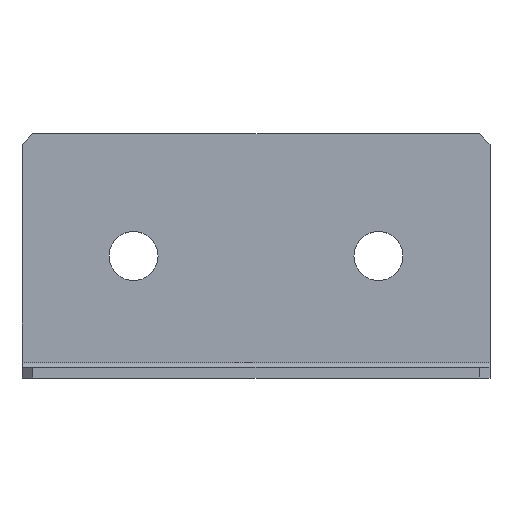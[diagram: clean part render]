
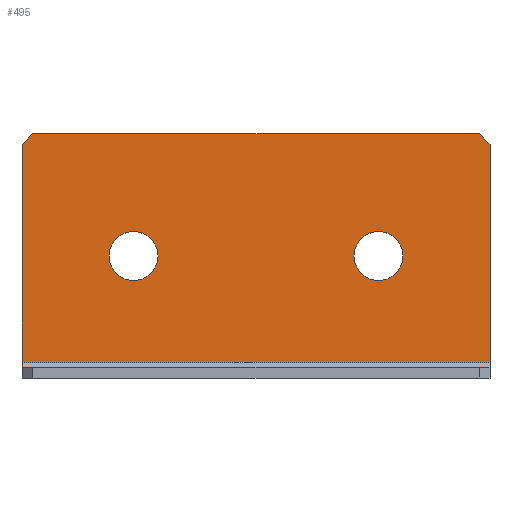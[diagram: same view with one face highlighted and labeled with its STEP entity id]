
A CAD part, top view. The second image highlights one B-rep face of the part: STEP entity #495.
In plain terms, the highlighted planar face has unit normal (0, 0, 1).
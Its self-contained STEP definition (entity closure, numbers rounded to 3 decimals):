
#9 = CARTESIAN_POINT ( 'NONE',  ( -27., 22.5, 2. ) ) ;
#46 = VECTOR ( 'NONE', #317, 1000. ) ;
#57 = CARTESIAN_POINT ( 'NONE',  ( -22.5, 22.5, 2. ) ) ;
#66 = LINE ( 'NONE', #138, #219 ) ;
#80 = EDGE_CURVE ( 'NONE', #628, #522, #66, .T. ) ;
#83 = ORIENTED_EDGE ( 'NONE', *, *, #118, .F. ) ;
#91 = VECTOR ( 'NONE', #147, 1000. ) ;
#93 = VECTOR ( 'NONE', #446, 1000. ) ;
#96 = VERTEX_POINT ( 'NONE', #9 ) ;
#97 = CARTESIAN_POINT ( 'NONE',  ( -22.5, 22.5, 2. ) ) ;
#101 = CARTESIAN_POINT ( 'NONE',  ( 43., 43., 2. ) ) ;
#103 = VERTEX_POINT ( 'NONE', #258 ) ;
#109 = LINE ( 'NONE', #437, #162 ) ;
#112 = ORIENTED_EDGE ( 'NONE', *, *, #192, .F. ) ;
#118 = EDGE_CURVE ( 'NONE', #659, #669, #683, .T. ) ;
#134 = DIRECTION ( 'NONE',  ( 0., 0., 1. ) ) ;
#138 = CARTESIAN_POINT ( 'NONE',  ( 43., 0., 2. ) ) ;
#147 = DIRECTION ( 'NONE',  ( -0.707, -0.707, 0. ) ) ;
#161 = AXIS2_PLACEMENT_3D ( 'NONE', #57, #375, #737 ) ;
#162 = VECTOR ( 'NONE', #615, 1000. ) ;
#163 = AXIS2_PLACEMENT_3D ( 'NONE', #635, #326, #577 ) ;
#168 = EDGE_CURVE ( 'NONE', #628, #590, #211, .T. ) ;
#179 = VERTEX_POINT ( 'NONE', #381 ) ;
#180 = EDGE_CURVE ( 'NONE', #427, #590, #397, .T. ) ;
#185 = EDGE_LOOP ( 'NONE', ( #112, #83 ) ) ;
#190 = CARTESIAN_POINT ( 'NONE',  ( 43., 43., 2. ) ) ;
#192 = EDGE_CURVE ( 'NONE', #669, #659, #801, .T. ) ;
#193 = CARTESIAN_POINT ( 'NONE',  ( 22.5, 22.5, 2. ) ) ;
#206 = DIRECTION ( 'NONE',  ( 0., 1., 0. ) ) ;
#208 = ORIENTED_EDGE ( 'NONE', *, *, #638, .F. ) ;
#211 = LINE ( 'NONE', #262, #93 ) ;
#219 = VECTOR ( 'NONE', #206, 1000. ) ;
#228 = CARTESIAN_POINT ( 'NONE',  ( -43., 43., 2. ) ) ;
#249 = CARTESIAN_POINT ( 'NONE',  ( 18., 22.5, 2. ) ) ;
#253 = CIRCLE ( 'NONE', #161, 4.5 ) ;
#258 = CARTESIAN_POINT ( 'NONE',  ( -41., 45., 2. ) ) ;
#262 = CARTESIAN_POINT ( 'NONE',  ( 43., 3., 2. ) ) ;
#264 = ORIENTED_EDGE ( 'NONE', *, *, #168, .F. ) ;
#272 = CARTESIAN_POINT ( 'NONE',  ( -41., 45., 2. ) ) ;
#282 = DIRECTION ( 'NONE',  ( -1., 0., 0. ) ) ;
#297 = CARTESIAN_POINT ( 'NONE',  ( 27., 22.5, 2. ) ) ;
#299 = ORIENTED_EDGE ( 'NONE', *, *, #648, .T. ) ;
#317 = DIRECTION ( 'NONE',  ( 0., -1., 0. ) ) ;
#320 = ORIENTED_EDGE ( 'NONE', *, *, #620, .T. ) ;
#326 = DIRECTION ( 'NONE',  ( 0., 0., 1. ) ) ;
#331 = VECTOR ( 'NONE', #492, 1000. ) ;
#341 = FACE_BOUND ( 'NONE', #185, .T. ) ;
#360 = CIRCLE ( 'NONE', #435, 4.5 ) ;
#361 = EDGE_LOOP ( 'NONE', ( #791, #208 ) ) ;
#375 = DIRECTION ( 'NONE',  ( 0., 0., 1. ) ) ;
#381 = CARTESIAN_POINT ( 'NONE',  ( 41., 45., 2. ) ) ;
#385 = EDGE_CURVE ( 'NONE', #103, #427, #465, .T. ) ;
#397 = LINE ( 'NONE', #644, #46 ) ;
#414 = AXIS2_PLACEMENT_3D ( 'NONE', #193, #134, #631 ) ;
#417 = PLANE ( 'NONE',  #535 ) ;
#427 = VERTEX_POINT ( 'NONE', #228 ) ;
#428 = CARTESIAN_POINT ( 'NONE',  ( -43., 3., 2. ) ) ;
#435 = AXIS2_PLACEMENT_3D ( 'NONE', #97, #595, #605 ) ;
#437 = CARTESIAN_POINT ( 'NONE',  ( -43., 45., 2. ) ) ;
#446 = DIRECTION ( 'NONE',  ( -1., 0., 0. ) ) ;
#453 = EDGE_CURVE ( 'NONE', #516, #96, #360, .T. ) ;
#465 = LINE ( 'NONE', #272, #91 ) ;
#492 = DIRECTION ( 'NONE',  ( -0.707, 0.707, 0. ) ) ;
#495 = ADVANCED_FACE ( 'NONE', ( #726, #341, #656 ), #417, .F. ) ;
#516 = VERTEX_POINT ( 'NONE', #781 ) ;
#522 = VERTEX_POINT ( 'NONE', #101 ) ;
#535 = AXIS2_PLACEMENT_3D ( 'NONE', #591, #778, #282 ) ;
#545 = ORIENTED_EDGE ( 'NONE', *, *, #180, .T. ) ;
#577 = DIRECTION ( 'NONE',  ( 1., 0., 0. ) ) ;
#579 = ORIENTED_EDGE ( 'NONE', *, *, #385, .T. ) ;
#590 = VERTEX_POINT ( 'NONE', #428 ) ;
#591 = CARTESIAN_POINT ( 'NONE',  ( 0., 0., 2. ) ) ;
#595 = DIRECTION ( 'NONE',  ( 0., 0., 1. ) ) ;
#605 = DIRECTION ( 'NONE',  ( 1., 0., 0. ) ) ;
#615 = DIRECTION ( 'NONE',  ( -1., 0., 0. ) ) ;
#620 = EDGE_CURVE ( 'NONE', #179, #103, #109, .T. ) ;
#628 = VERTEX_POINT ( 'NONE', #686 ) ;
#631 = DIRECTION ( 'NONE',  ( 1., 0., 0. ) ) ;
#635 = CARTESIAN_POINT ( 'NONE',  ( 22.5, 22.5, 2. ) ) ;
#638 = EDGE_CURVE ( 'NONE', #96, #516, #253, .T. ) ;
#644 = CARTESIAN_POINT ( 'NONE',  ( -43., 0., 2. ) ) ;
#648 = EDGE_CURVE ( 'NONE', #522, #179, #810, .T. ) ;
#656 = FACE_BOUND ( 'NONE', #361, .T. ) ;
#659 = VERTEX_POINT ( 'NONE', #249 ) ;
#662 = EDGE_LOOP ( 'NONE', ( #702, #299, #320, #579, #545, #264 ) ) ;
#669 = VERTEX_POINT ( 'NONE', #297 ) ;
#683 = CIRCLE ( 'NONE', #414, 4.5 ) ;
#686 = CARTESIAN_POINT ( 'NONE',  ( 43., 3., 2. ) ) ;
#702 = ORIENTED_EDGE ( 'NONE', *, *, #80, .T. ) ;
#726 = FACE_OUTER_BOUND ( 'NONE', #662, .T. ) ;
#737 = DIRECTION ( 'NONE',  ( 1., 0., 0. ) ) ;
#778 = DIRECTION ( 'NONE',  ( 0., 0., -1. ) ) ;
#781 = CARTESIAN_POINT ( 'NONE',  ( -18., 22.5, 2. ) ) ;
#791 = ORIENTED_EDGE ( 'NONE', *, *, #453, .F. ) ;
#801 = CIRCLE ( 'NONE', #163, 4.5 ) ;
#810 = LINE ( 'NONE', #190, #331 ) ;
